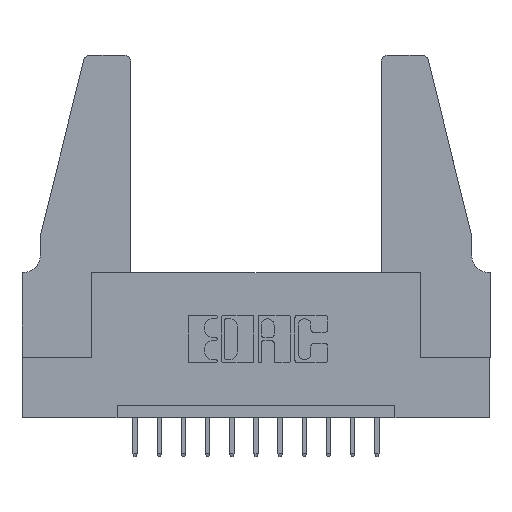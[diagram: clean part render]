
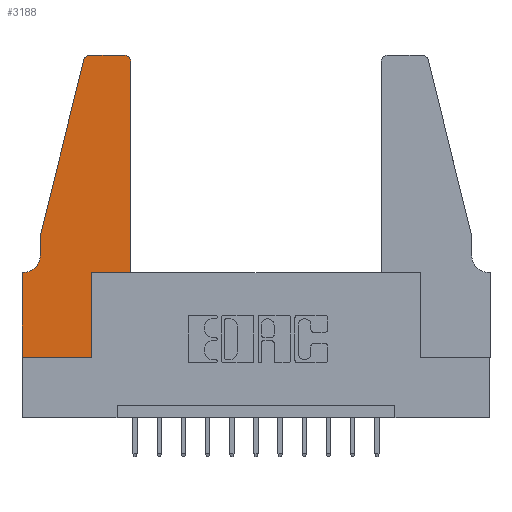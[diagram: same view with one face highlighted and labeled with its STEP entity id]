
A CAD part, top view. The second image highlights one B-rep face of the part: STEP entity #3188.
In plain terms, the highlighted planar face has unit normal (0, 0, 1).
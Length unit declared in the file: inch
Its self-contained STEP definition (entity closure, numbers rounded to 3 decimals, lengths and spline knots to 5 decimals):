
#258 = CARTESIAN_POINT ( 'NONE',  ( 0.0755, 0.5, 0.37 ) ) ;
#944 = DIRECTION ( 'NONE',  ( -0.239, -0.971, 0. ) ) ;
#1113 = DIRECTION ( 'NONE',  ( 0., 0., 1. ) ) ;
#1148 = DIRECTION ( 'NONE',  ( 1., 0., 0. ) ) ;
#1331 = EDGE_CURVE ( 'NONE', #6142, #13023, #13990, .T. ) ;
#1380 = FACE_OUTER_BOUND ( 'NONE', #11208, .T. ) ;
#1382 = ORIENTED_EDGE ( 'NONE', *, *, #13257, .T. ) ;
#1612 = ORIENTED_EDGE ( 'NONE', *, *, #9161, .T. ) ;
#1802 = DIRECTION ( 'NONE',  ( 0., -1., 0. ) ) ;
#1833 = ORIENTED_EDGE ( 'NONE', *, *, #3856, .T. ) ;
#1874 = LINE ( 'NONE', #5063, #6316 ) ;
#1952 = CARTESIAN_POINT ( 'NONE',  ( 0.25487, 1.22718, 0.37 ) ) ;
#2322 = CARTESIAN_POINT ( 'NONE',  ( 0.2865, 0.35, 0.37 ) ) ;
#2358 = AXIS2_PLACEMENT_3D ( 'NONE', #3869, #4540, #1148 ) ;
#2410 = LINE ( 'NONE', #2322, #10745 ) ;
#2453 = VECTOR ( 'NONE', #9123, 39.37008 ) ;
#2496 = ORIENTED_EDGE ( 'NONE', *, *, #6986, .T. ) ;
#2610 = CARTESIAN_POINT ( 'NONE',  ( 0.0755, 0.42, 0.37 ) ) ;
#2736 = ORIENTED_EDGE ( 'NONE', *, *, #5861, .T. ) ;
#2926 = VERTEX_POINT ( 'NONE', #5623 ) ;
#3188 = ADVANCED_FACE ( 'NONE', ( #1380 ), #10771, .T. ) ;
#3239 = VERTEX_POINT ( 'NONE', #4200 ) ;
#3340 = ORIENTED_EDGE ( 'NONE', *, *, #11949, .T. ) ;
#3523 = LINE ( 'NONE', #8354, #14290 ) ;
#3550 = AXIS2_PLACEMENT_3D ( 'NONE', #9059, #1113, #12482 ) ;
#3656 = AXIS2_PLACEMENT_3D ( 'NONE', #13272, #4256, #7716 ) ;
#3667 = CARTESIAN_POINT ( 'NONE',  ( 0.2605, 1.25, 0.37 ) ) ;
#3856 = EDGE_CURVE ( 'NONE', #11346, #6142, #6033, .T. ) ;
#3869 = CARTESIAN_POINT ( 'NONE',  ( 0.284, 1.22, 0.37 ) ) ;
#3922 = VECTOR ( 'NONE', #11452, 39.37008 ) ;
#3984 = DIRECTION ( 'NONE',  ( 0., 0., 1. ) ) ;
#4200 = CARTESIAN_POINT ( 'NONE',  ( 0.2865, 0., 0.37 ) ) ;
#4256 = DIRECTION ( 'NONE',  ( 0., 0., -1. ) ) ;
#4345 = VERTEX_POINT ( 'NONE', #6717 ) ;
#4540 = DIRECTION ( 'NONE',  ( 0., 0., 1. ) ) ;
#4567 = VERTEX_POINT ( 'NONE', #13783 ) ;
#4954 = ORIENTED_EDGE ( 'NONE', *, *, #8048, .T. ) ;
#4985 = DIRECTION ( 'NONE',  ( -1., 0., 0. ) ) ;
#5063 = CARTESIAN_POINT ( 'NONE',  ( 0.4505, 0.35, 0.37 ) ) ;
#5132 = DIRECTION ( 'NONE',  ( 0., -1., 0. ) ) ;
#5289 = VECTOR ( 'NONE', #944, 39.37008 ) ;
#5623 = CARTESIAN_POINT ( 'NONE',  ( 0.284, 1.25, 0.37 ) ) ;
#5861 = EDGE_CURVE ( 'NONE', #3239, #8540, #2410, .T. ) ;
#6033 = LINE ( 'NONE', #6605, #5289 ) ;
#6142 = VERTEX_POINT ( 'NONE', #10420 ) ;
#6232 = CARTESIAN_POINT ( 'NONE',  ( 0.2865, 0.35, 0.37 ) ) ;
#6316 = VECTOR ( 'NONE', #12957, 39.37008 ) ;
#6397 = VERTEX_POINT ( 'NONE', #14553 ) ;
#6605 = CARTESIAN_POINT ( 'NONE',  ( 0.0755, 0.5, 0.37 ) ) ;
#6717 = CARTESIAN_POINT ( 'NONE',  ( 0.0055, 0.35, 0.37 ) ) ;
#6977 = VECTOR ( 'NONE', #9362, 39.37008 ) ;
#6986 = EDGE_CURVE ( 'NONE', #8540, #4567, #1874, .T. ) ;
#7260 = CIRCLE ( 'NONE', #3656, 0.07 ) ;
#7460 = CIRCLE ( 'NONE', #3550, 0.03 ) ;
#7716 = DIRECTION ( 'NONE',  ( -1., 0., 0. ) ) ;
#8048 = EDGE_CURVE ( 'NONE', #2926, #11346, #9638, .T. ) ;
#8104 = DIRECTION ( 'NONE',  ( 0., 1., 0. ) ) ;
#8269 = CARTESIAN_POINT ( 'NONE',  ( 0., 0., 0.37 ) ) ;
#8354 = CARTESIAN_POINT ( 'NONE',  ( 0.0755, 0.35, 0.37 ) ) ;
#8540 = VERTEX_POINT ( 'NONE', #6232 ) ;
#8624 = VERTEX_POINT ( 'NONE', #8269 ) ;
#8706 = VERTEX_POINT ( 'NONE', #11004 ) ;
#8838 = EDGE_CURVE ( 'NONE', #8706, #2926, #12072, .T. ) ;
#9059 = CARTESIAN_POINT ( 'NONE',  ( 0.4205, 1.22, 0.37 ) ) ;
#9123 = DIRECTION ( 'NONE',  ( 1., 0., 0. ) ) ;
#9161 = EDGE_CURVE ( 'NONE', #10523, #8624, #12923, .T. ) ;
#9283 = CARTESIAN_POINT ( 'NONE',  ( 0., 0.35, 0.37 ) ) ;
#9351 = ORIENTED_EDGE ( 'NONE', *, *, #8838, .T. ) ;
#9362 = DIRECTION ( 'NONE',  ( -1., 0., 0. ) ) ;
#9638 = CIRCLE ( 'NONE', #2358, 0.03 ) ;
#10420 = CARTESIAN_POINT ( 'NONE',  ( 0.0755, 0.5, 0.37 ) ) ;
#10523 = VERTEX_POINT ( 'NONE', #9283 ) ;
#10623 = CARTESIAN_POINT ( 'NONE',  ( 0., 0.35, 0.37 ) ) ;
#10745 = VECTOR ( 'NONE', #8104, 39.37008 ) ;
#10771 = PLANE ( 'NONE',  #12120 ) ;
#10964 = ORIENTED_EDGE ( 'NONE', *, *, #13620, .T. ) ;
#11004 = CARTESIAN_POINT ( 'NONE',  ( 0.4205, 1.25, 0.37 ) ) ;
#11208 = EDGE_LOOP ( 'NONE', ( #9351, #4954, #1833, #13364, #1382, #10964, #1612, #12339, #2736, #2496, #11751, #3340 ) ) ;
#11258 = EDGE_CURVE ( 'NONE', #4567, #6397, #12223, .T. ) ;
#11346 = VERTEX_POINT ( 'NONE', #1952 ) ;
#11352 = VECTOR ( 'NONE', #5132, 39.37008 ) ;
#11452 = DIRECTION ( 'NONE',  ( 0., 1., 0. ) ) ;
#11751 = ORIENTED_EDGE ( 'NONE', *, *, #11258, .T. ) ;
#11821 = LINE ( 'NONE', #13672, #2453 ) ;
#11949 = EDGE_CURVE ( 'NONE', #6397, #8706, #7460, .T. ) ;
#11980 = CARTESIAN_POINT ( 'NONE',  ( 0., 0., 0.37 ) ) ;
#12072 = LINE ( 'NONE', #3667, #6977 ) ;
#12120 = AXIS2_PLACEMENT_3D ( 'NONE', #10623, #3984, #13007 ) ;
#12223 = LINE ( 'NONE', #12491, #3922 ) ;
#12228 = VECTOR ( 'NONE', #1802, 39.37008 ) ;
#12339 = ORIENTED_EDGE ( 'NONE', *, *, #12875, .T. ) ;
#12482 = DIRECTION ( 'NONE',  ( 1., 0., 0. ) ) ;
#12491 = CARTESIAN_POINT ( 'NONE',  ( 0.4505, 0.35, 0.37 ) ) ;
#12875 = EDGE_CURVE ( 'NONE', #8624, #3239, #11821, .T. ) ;
#12923 = LINE ( 'NONE', #11980, #12228 ) ;
#12957 = DIRECTION ( 'NONE',  ( 1., 0., 0. ) ) ;
#13007 = DIRECTION ( 'NONE',  ( 1., 0., 0. ) ) ;
#13023 = VERTEX_POINT ( 'NONE', #2610 ) ;
#13257 = EDGE_CURVE ( 'NONE', #13023, #4345, #7260, .T. ) ;
#13272 = CARTESIAN_POINT ( 'NONE',  ( 0.0055, 0.42, 0.37 ) ) ;
#13364 = ORIENTED_EDGE ( 'NONE', *, *, #1331, .T. ) ;
#13620 = EDGE_CURVE ( 'NONE', #4345, #10523, #3523, .T. ) ;
#13672 = CARTESIAN_POINT ( 'NONE',  ( 0., 0., 0.37 ) ) ;
#13783 = CARTESIAN_POINT ( 'NONE',  ( 0.4505, 0.35, 0.37 ) ) ;
#13990 = LINE ( 'NONE', #258, #11352 ) ;
#14290 = VECTOR ( 'NONE', #4985, 39.37008 ) ;
#14553 = CARTESIAN_POINT ( 'NONE',  ( 0.4505, 1.22, 0.37 ) ) ;
